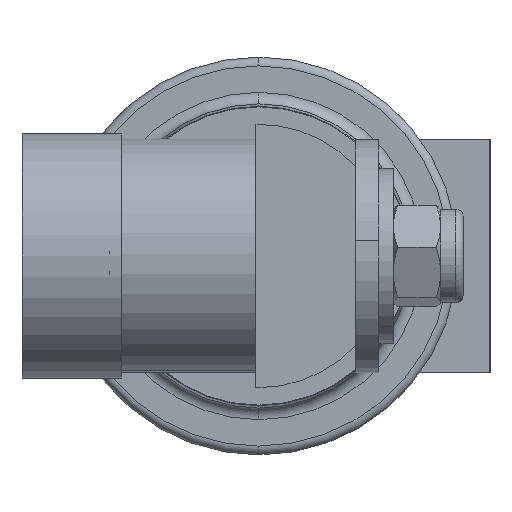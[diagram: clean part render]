
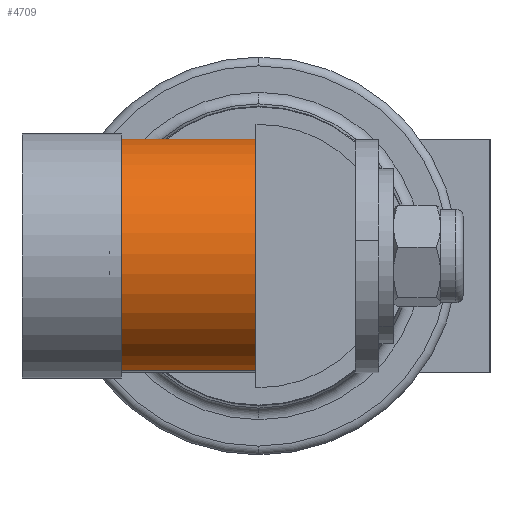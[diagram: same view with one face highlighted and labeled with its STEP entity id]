
A CAD part, left-side view. The second image highlights one B-rep face of the part: STEP entity #4709.
In plain terms, the highlighted cylindrical face has radius 20 mm (diameter 40 mm), a partial arc.
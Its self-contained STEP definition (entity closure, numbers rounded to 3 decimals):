
#108 = AXIS2_PLACEMENT_3D ( 'NONE', #6371, #685, #136 ) ;
#136 = DIRECTION ( 'NONE',  ( 0., 0., 1. ) ) ;
#450 = CIRCLE ( 'NONE', #108, 20. ) ;
#589 = FACE_OUTER_BOUND ( 'NONE', #1063, .T. ) ;
#685 = DIRECTION ( 'NONE',  ( 0., 1., 0. ) ) ;
#707 = EDGE_CURVE ( 'NONE', #3207, #4016, #450, .T. ) ;
#730 = VECTOR ( 'NONE', #2232, 1000. ) ;
#755 = ORIENTED_EDGE ( 'NONE', *, *, #707, .T. ) ;
#940 = ORIENTED_EDGE ( 'NONE', *, *, #6476, .F. ) ;
#1063 = EDGE_LOOP ( 'NONE', ( #940, #5457, #5236, #755 ) ) ;
#1068 = LINE ( 'NONE', #3381, #5862 ) ;
#1103 = VERTEX_POINT ( 'NONE', #1442 ) ;
#1284 = CARTESIAN_POINT ( 'NONE',  ( 0., 0., -20. ) ) ;
#1442 = CARTESIAN_POINT ( 'NONE',  ( 0., 25., 20. ) ) ;
#1529 = CARTESIAN_POINT ( 'NONE',  ( 0., 25., 0. ) ) ;
#2030 = LINE ( 'NONE', #5330, #730 ) ;
#2126 = CARTESIAN_POINT ( 'NONE',  ( 0., 25., -20. ) ) ;
#2232 = DIRECTION ( 'NONE',  ( 0., -1., 0. ) ) ;
#3022 = DIRECTION ( 'NONE',  ( 0., 0., 1. ) ) ;
#3054 = DIRECTION ( 'NONE',  ( 0., 1., 0. ) ) ;
#3207 = VERTEX_POINT ( 'NONE', #1284 ) ;
#3381 = CARTESIAN_POINT ( 'NONE',  ( 0., 25., 20. ) ) ;
#3519 = CIRCLE ( 'NONE', #5316, 20. ) ;
#3551 = EDGE_CURVE ( 'NONE', #6020, #3207, #2030, .T. ) ;
#3895 = CARTESIAN_POINT ( 'NONE',  ( 0., 25., 0. ) ) ;
#4016 = VERTEX_POINT ( 'NONE', #4791 ) ;
#4381 = DIRECTION ( 'NONE',  ( 0., 0., -1. ) ) ;
#4492 = CYLINDRICAL_SURFACE ( 'NONE', #4764, 20. ) ;
#4709 = ADVANCED_FACE ( 'NONE', ( #589 ), #4492, .T. ) ;
#4764 = AXIS2_PLACEMENT_3D ( 'NONE', #3895, #6442, #4381 ) ;
#4791 = CARTESIAN_POINT ( 'NONE',  ( 0., 0., 20. ) ) ;
#5236 = ORIENTED_EDGE ( 'NONE', *, *, #3551, .T. ) ;
#5246 = EDGE_CURVE ( 'NONE', #6020, #1103, #3519, .T. ) ;
#5316 = AXIS2_PLACEMENT_3D ( 'NONE', #1529, #3054, #3022 ) ;
#5330 = CARTESIAN_POINT ( 'NONE',  ( 0., 25., -20. ) ) ;
#5457 = ORIENTED_EDGE ( 'NONE', *, *, #5246, .F. ) ;
#5862 = VECTOR ( 'NONE', #6061, 1000. ) ;
#6020 = VERTEX_POINT ( 'NONE', #2126 ) ;
#6061 = DIRECTION ( 'NONE',  ( 0., -1., 0. ) ) ;
#6371 = CARTESIAN_POINT ( 'NONE',  ( 0., 0., 0. ) ) ;
#6442 = DIRECTION ( 'NONE',  ( 0., -1., 0. ) ) ;
#6476 = EDGE_CURVE ( 'NONE', #1103, #4016, #1068, .T. ) ;
